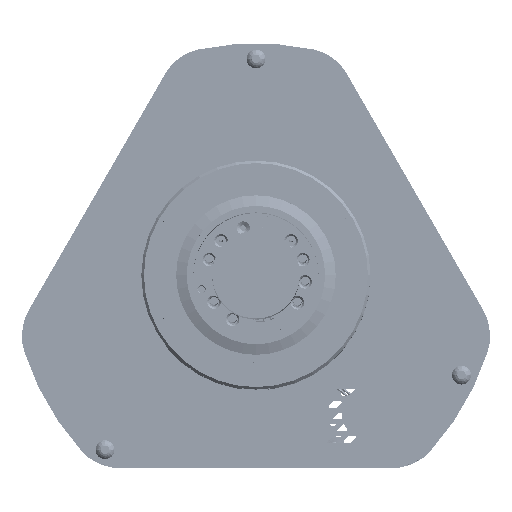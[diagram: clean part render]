
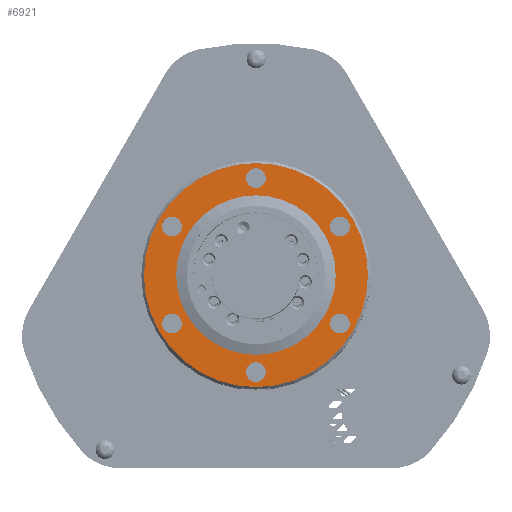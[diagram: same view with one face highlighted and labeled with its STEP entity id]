
A CAD part, top view. The second image highlights one B-rep face of the part: STEP entity #6921.
In plain terms, the highlighted planar face has unit normal (0, 0, 1).
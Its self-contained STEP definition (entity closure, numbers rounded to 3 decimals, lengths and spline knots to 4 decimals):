
#1972=FACE_BOUND('',#12534,.T.);
#1973=FACE_BOUND('',#12535,.T.);
#1974=FACE_BOUND('',#12536,.T.);
#1975=FACE_BOUND('',#12537,.T.);
#1976=FACE_BOUND('',#12538,.T.);
#1977=FACE_BOUND('',#12539,.T.);
#1978=FACE_BOUND('',#12540,.T.);
#1979=FACE_BOUND('',#12541,.T.);
#4768=PLANE('',#49969);
#6921=ADVANCED_FACE('',(#1972,#1973,#1974,#1975,#1976,#1977,#1978,#1979),
#4768,.T.);
#12534=EDGE_LOOP('',(#29767));
#12535=EDGE_LOOP('',(#29768));
#12536=EDGE_LOOP('',(#29769));
#12537=EDGE_LOOP('',(#29770));
#12538=EDGE_LOOP('',(#29771));
#12539=EDGE_LOOP('',(#29772));
#12540=EDGE_LOOP('',(#29773));
#12541=EDGE_LOOP('',(#29774));
#29767=ORIENTED_EDGE('',*,*,#41824,.T.);
#29768=ORIENTED_EDGE('',*,*,#41825,.T.);
#29769=ORIENTED_EDGE('',*,*,#41826,.T.);
#29770=ORIENTED_EDGE('',*,*,#41827,.T.);
#29771=ORIENTED_EDGE('',*,*,#41828,.F.);
#29772=ORIENTED_EDGE('',*,*,#41829,.T.);
#29773=ORIENTED_EDGE('',*,*,#41830,.T.);
#29774=ORIENTED_EDGE('',*,*,#41831,.T.);
#35814=VERTEX_POINT('',#103800);
#35815=VERTEX_POINT('',#103802);
#35816=VERTEX_POINT('',#103804);
#35817=VERTEX_POINT('',#103806);
#35818=VERTEX_POINT('',#103808);
#35819=VERTEX_POINT('',#103810);
#35820=VERTEX_POINT('',#103812);
#35821=VERTEX_POINT('',#103814);
#41824=EDGE_CURVE('',#35814,#35814,#46342,.T.);
#41825=EDGE_CURVE('',#35815,#35815,#46343,.T.);
#41826=EDGE_CURVE('',#35816,#35816,#46344,.T.);
#41827=EDGE_CURVE('',#35817,#35817,#46345,.T.);
#41828=EDGE_CURVE('',#35818,#35818,#46346,.T.);
#41829=EDGE_CURVE('',#35819,#35819,#46347,.T.);
#41830=EDGE_CURVE('',#35820,#35820,#46348,.T.);
#41831=EDGE_CURVE('',#35821,#35821,#46349,.T.);
#46342=CIRCLE('',#49961,0.118);
#46343=CIRCLE('',#49962,0.118);
#46344=CIRCLE('',#49963,0.118);
#46345=CIRCLE('',#49964,1.3355);
#46346=CIRCLE('',#49965,0.951);
#46347=CIRCLE('',#49966,0.118);
#46348=CIRCLE('',#49967,0.118);
#46349=CIRCLE('',#49968,0.118);
#49961=AXIS2_PLACEMENT_3D('',#103799,#60007,#60008);
#49962=AXIS2_PLACEMENT_3D('',#103801,#60009,#60010);
#49963=AXIS2_PLACEMENT_3D('',#103803,#60011,#60012);
#49964=AXIS2_PLACEMENT_3D('',#103805,#60013,#60014);
#49965=AXIS2_PLACEMENT_3D('',#103807,#60015,#60016);
#49966=AXIS2_PLACEMENT_3D('',#103809,#60017,#60018);
#49967=AXIS2_PLACEMENT_3D('',#103811,#60019,#60020);
#49968=AXIS2_PLACEMENT_3D('',#103813,#60021,#60022);
#49969=AXIS2_PLACEMENT_3D('',#103815,#60023,#60024);
#60007=DIRECTION('',(0.,0.,-1.));
#60008=DIRECTION('',(-1.,0.,0.));
#60009=DIRECTION('',(0.,0.,-1.));
#60010=DIRECTION('',(0.5,0.866,0.));
#60011=DIRECTION('',(0.,0.,-1.));
#60012=DIRECTION('',(0.5,-0.866,0.));
#60013=DIRECTION('',(0.,0.,1.));
#60014=DIRECTION('',(0.5,0.866,0.));
#60015=DIRECTION('',(0.,0.,1.));
#60016=DIRECTION('',(0.5,0.866,0.));
#60017=DIRECTION('',(0.,0.,-1.));
#60018=DIRECTION('',(1.,0.,0.));
#60019=DIRECTION('',(0.,0.,-1.));
#60020=DIRECTION('',(-0.5,0.866,0.));
#60021=DIRECTION('',(0.,0.,-1.));
#60022=DIRECTION('',(-0.5,-0.866,0.));
#60023=DIRECTION('',(0.,0.,1.));
#60024=DIRECTION('',(0.5,0.866,0.));
#103799=CARTESIAN_POINT('',(-0.0006,1.8745,13.0862));
#103800=CARTESIAN_POINT('',(-0.1186,1.8745,13.0862));
#103801=CARTESIAN_POINT('',(1.0005,0.1405,13.0862));
#103802=CARTESIAN_POINT('',(1.0595,0.2427,13.0862));
#103803=CARTESIAN_POINT('',(-1.0018,0.1405,13.0862));
#103804=CARTESIAN_POINT('',(-0.9428,0.0383,13.0862));
#103805=CARTESIAN_POINT('',(-0.0006,0.7185,13.0862));
#103806=CARTESIAN_POINT('',(0.6671,1.875,13.0862));
#103807=CARTESIAN_POINT('',(-0.0006,0.7185,13.0862));
#103808=CARTESIAN_POINT('',(0.4749,1.5421,13.0862));
#103809=CARTESIAN_POINT('',(-0.0006,-0.4375,13.0862));
#103810=CARTESIAN_POINT('',(0.1174,-0.4375,13.0862));
#103811=CARTESIAN_POINT('',(1.0005,1.2965,13.0862));
#103812=CARTESIAN_POINT('',(0.9415,1.3987,13.0862));
#103813=CARTESIAN_POINT('',(-1.0018,1.2965,13.0862));
#103814=CARTESIAN_POINT('',(-1.0608,1.1943,13.0862));
#103815=CARTESIAN_POINT('',(0.823,0.243,13.0862));
